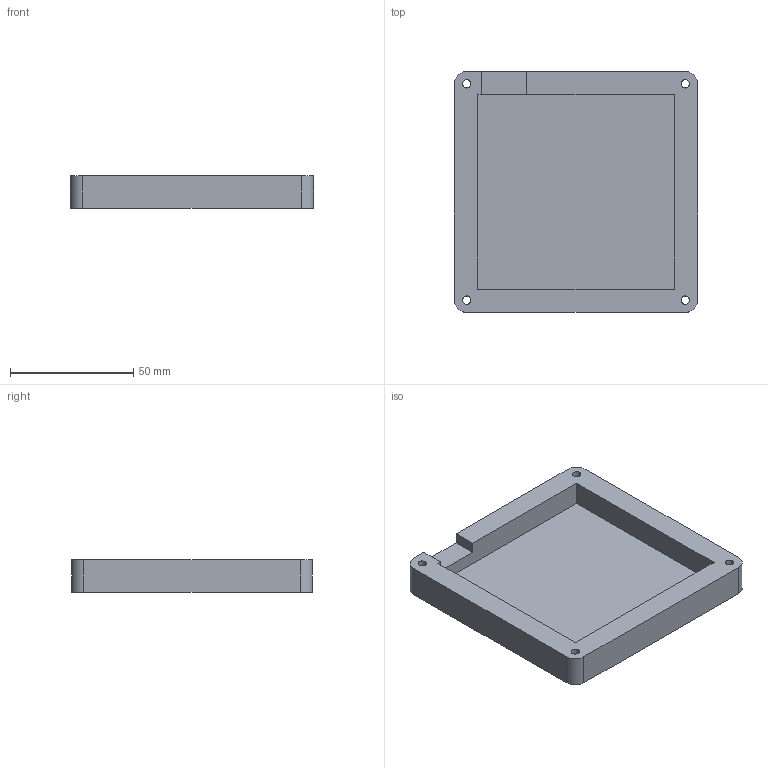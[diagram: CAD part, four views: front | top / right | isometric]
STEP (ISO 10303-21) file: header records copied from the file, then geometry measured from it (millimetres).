
FILE_DESCRIPTION(/* description */ ('','CAx-IF Rec.Pracs.---Representation and Presentation of Product Manufacturing Information (PMI)---4.0---2014-10-13'),/* implementation_level */ '2;1');
FILE_NAME(/* name */ 'redScorpe''s_numpad_bottom.step',/* time_stamp */ '2025-02-19T18:42:04+01:00',/* author */ (''),/* organization */ (''),/* preprocessor_version */ 'ST-DEVELOPER v20',/* originating_system */ 'Autodesk Translation Framework v13.20.0.188',/* authorisation */ '');
FILE_SCHEMA (('AP242_MANAGED_MODEL_BASED_3D_ENGINEERING_MIM_LF { 1 0 10303 442 1 1 4 }'));
Length unit declared in the file: millimetre
Products named in the file (2): Custom_Numpad_Bottom; Custom Numpad
Assembly tree (1 placements, depth 2):
  Custom_Numpad_Bottom
    Custom Numpad
Bounding box: 98.6 x 97.7 x 13 mm (x, y, z)
Volume: 60803.5 mm3; surface area: 27913.2 mm2
Topology: 1 solids, 1 shells, 415 faces, 1152 edges, 768 vertices
Faces by surface type: bspline 277, plane 126, cylinder 12
Full cylindrical faces by diameter (mm): 3.4 x4, 6 x4
Entity records: 15849 total; most frequent: CARTESIAN_POINT 7047, ORIENTED_EDGE 2304, EDGE_CURVE 1152, DIRECTION 904, VERTEX_POINT 768, LINE 574, VECTOR 574, B_SPLINE_CURVE_WITH_KNOTS 554
